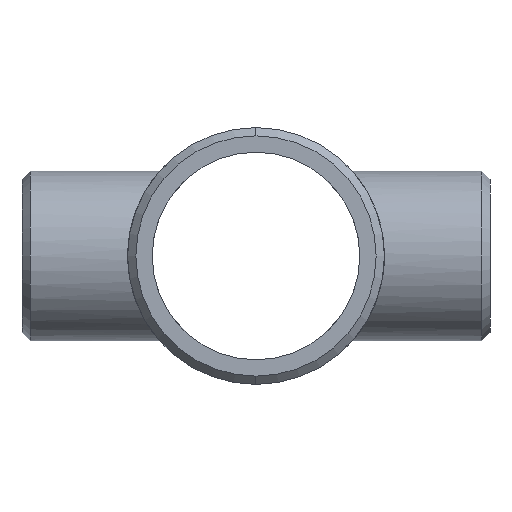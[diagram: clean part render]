
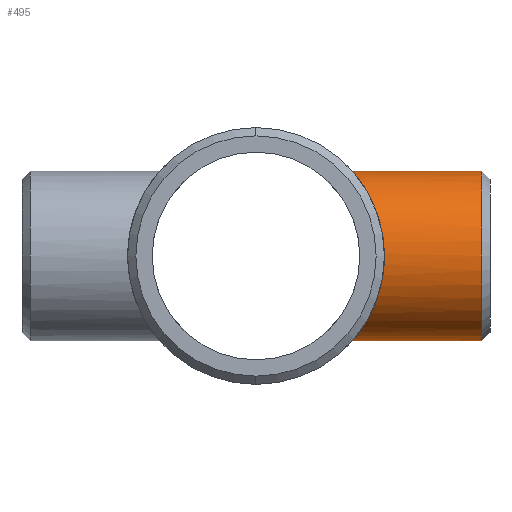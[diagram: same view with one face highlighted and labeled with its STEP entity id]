
A CAD part, left-side view. The second image highlights one B-rep face of the part: STEP entity #495.
In plain terms, the highlighted cylindrical face has radius 24.13 mm (diameter 48.26 mm), a partial arc.
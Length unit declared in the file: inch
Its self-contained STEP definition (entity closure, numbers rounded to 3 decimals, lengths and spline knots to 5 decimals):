
#14 = CARTESIAN_POINT ( 'NONE',  ( -0.94831, -1.43638, 0.06502 ) ) ;
#20 = CARTESIAN_POINT ( 'NONE',  ( -0.25202, -1.10779, 0.9161 ) ) ;
#31 = CARTESIAN_POINT ( 'NONE',  ( -0.86204, -1.38094, -0.39953 ) ) ;
#73 = CARTESIAN_POINT ( 'NONE',  ( 0., -2.528, 0. ) ) ;
#92 = EDGE_CURVE ( 'NONE', #1013, #1068, #772, .T. ) ;
#97 = CARTESIAN_POINT ( 'NONE',  ( -0.57941, -1.22442, 0.75345 ) ) ;
#102 = VERTEX_POINT ( 'NONE', #1170 ) ;
#106 = CARTESIAN_POINT ( 'NONE',  ( -0.65918, -1.26425, 0.68426 ) ) ;
#113 = CARTESIAN_POINT ( 'NONE',  ( -0.4794, -1.1803, 0.82074 ) ) ;
#134 = CARTESIAN_POINT ( 'NONE',  ( -0.22238, -1.10142, -0.92374 ) ) ;
#140 = CARTESIAN_POINT ( 'NONE',  ( -0.08064, -1.08174, -0.94671 ) ) ;
#147 = CARTESIAN_POINT ( 'NONE',  ( -0.03244, -1.07921, -0.94958 ) ) ;
#161 = DIRECTION ( 'NONE',  ( 0., 1., 0. ) ) ;
#191 = AXIS2_PLACEMENT_3D ( 'NONE', #272, #649, #463 ) ;
#195 = ORIENTED_EDGE ( 'NONE', *, *, #399, .T. ) ;
#206 = CARTESIAN_POINT ( 'NONE',  ( -0.8985, -1.40387, 0.3148 ) ) ;
#219 = CARTESIAN_POINT ( 'NONE',  ( -0.20586, -1.0982, 0.92757 ) ) ;
#237 = CARTESIAN_POINT ( 'NONE',  ( 0., -2.528, -0.95 ) ) ;
#243 = CARTESIAN_POINT ( 'NONE',  ( -0.93716, -1.42904, -0.15893 ) ) ;
#245 = ORIENTED_EDGE ( 'NONE', *, *, #724, .T. ) ;
#271 = CARTESIAN_POINT ( 'NONE',  ( 0., -1.07884, 0.95 ) ) ;
#272 = CARTESIAN_POINT ( 'NONE',  ( 0., -2.62, 0. ) ) ;
#281 = CARTESIAN_POINT ( 'NONE',  ( -0.50529, -1.1911, 0.80504 ) ) ;
#287 = CARTESIAN_POINT ( 'NONE',  ( -0.64816, -1.25854, 0.69471 ) ) ;
#295 = CARTESIAN_POINT ( 'NONE',  ( -0.80234, -1.34442, 0.50957 ) ) ;
#301 = CARTESIAN_POINT ( 'NONE',  ( -0.1277, -1.08463, 0.94354 ) ) ;
#307 = VECTOR ( 'NONE', #161, 39.37008 ) ;
#313 = CARTESIAN_POINT ( 'NONE',  ( 0., -1.07884, -0.95 ) ) ;
#324 = CARTESIAN_POINT ( 'NONE',  ( -0.94205, -1.43225, -0.12682 ) ) ;
#335 = CARTESIAN_POINT ( 'NONE',  ( -0.25307, -1.10803, -0.91581 ) ) ;
#366 = CARTESIAN_POINT ( 'NONE',  ( 0., -2.62, 0.95 ) ) ;
#384 = CARTESIAN_POINT ( 'NONE',  ( -0.42566, -1.15952, 0.84985 ) ) ;
#397 = CARTESIAN_POINT ( 'NONE',  ( -0.5553, -1.21316, 0.7714 ) ) ;
#399 = EDGE_CURVE ( 'NONE', #926, #102, #683, .T. ) ;
#403 = CARTESIAN_POINT ( 'NONE',  ( -0.8192, -1.35457, -0.48205 ) ) ;
#416 = CARTESIAN_POINT ( 'NONE',  ( -0.34196, -1.13143, -0.88685 ) ) ;
#420 = CARTESIAN_POINT ( 'NONE',  ( -0.50587, -1.19135, -0.80468 ) ) ;
#426 = CARTESIAN_POINT ( 'NONE',  ( -0.2682, -1.11159, -0.91149 ) ) ;
#445 = LINE ( 'NONE', #366, #585 ) ;
#447 = FACE_OUTER_BOUND ( 'NONE', #807, .T. ) ;
#463 = DIRECTION ( 'NONE',  ( 0., 0., -1. ) ) ;
#472 = CARTESIAN_POINT ( 'NONE',  ( -0.61431, -1.24144, 0.72481 ) ) ;
#480 = CARTESIAN_POINT ( 'NONE',  ( -0.22141, -1.10123, 0.92397 ) ) ;
#487 = CARTESIAN_POINT ( 'NONE',  ( -0.93681, -1.42881, 0.16094 ) ) ;
#495 = ADVANCED_FACE ( 'NONE', ( #447 ), #1112, .T. ) ;
#500 = CARTESIAN_POINT ( 'NONE',  ( -0.94996, -1.43747, 0.03309 ) ) ;
#504 = CARTESIAN_POINT ( 'NONE',  ( -0.69133, -1.28122, -0.65228 ) ) ;
#518 = CARTESIAN_POINT ( 'NONE',  ( -0.15996, -1.09021, -0.93698 ) ) ;
#537 = AXIS2_PLACEMENT_3D ( 'NONE', #73, #1085, #1116 ) ;
#577 = CARTESIAN_POINT ( 'NONE',  ( -0.9174, -1.41614, 0.25487 ) ) ;
#585 = VECTOR ( 'NONE', #1118, 39.37008 ) ;
#590 = EDGE_CURVE ( 'NONE', #926, #1068, #726, .T. ) ;
#612 = CARTESIAN_POINT ( 'NONE',  ( -0.95004, -1.43752, -0.03083 ) ) ;
#617 = CARTESIAN_POINT ( 'NONE',  ( -0.91798, -1.41651, -0.25276 ) ) ;
#649 = DIRECTION ( 'NONE',  ( 0., 1., 0. ) ) ;
#671 = CARTESIAN_POINT ( 'NONE',  ( -0.81832, -1.35404, 0.48353 ) ) ;
#681 = CARTESIAN_POINT ( 'NONE',  ( -0.84802, -1.37219, 0.42932 ) ) ;
#683 = CIRCLE ( 'NONE', #537, 0.95 ) ;
#687 = CARTESIAN_POINT ( 'NONE',  ( -0.06431, -1.07884, 0.95 ) ) ;
#698 = CARTESIAN_POINT ( 'NONE',  ( -0.86854, -1.38501, -0.3852 ) ) ;
#703 = CARTESIAN_POINT ( 'NONE',  ( -0.39848, -1.14977, -0.86293 ) ) ;
#709 = CARTESIAN_POINT ( 'NONE',  ( -0.47967, -1.18042, -0.82058 ) ) ;
#715 = CARTESIAN_POINT ( 'NONE',  ( -0.01621, -1.07884, -0.95 ) ) ;
#724 = EDGE_CURVE ( 'NONE', #102, #1013, #445, .T. ) ;
#726 = LINE ( 'NONE', #906, #307 ) ;
#758 = CARTESIAN_POINT ( 'NONE',  ( -0.62573, -1.24714, 0.71497 ) ) ;
#764 = CARTESIAN_POINT ( 'NONE',  ( -0.71274, -1.29251, 0.63099 ) ) ;
#772 = B_SPLINE_CURVE_WITH_KNOTS ( 'NONE', 3,
 ( #1029, #687, #301, #219, #480, #20, #950, #966, #1124, #955, #384, #113, #281, #397, #97, #472, #758, #287, #106, #764, #1138, #295, #671, #681, #1043, #206, #577, #487, #860, #14, #500, #612, #1175, #324, #243, #617, #992, #698, #31, #976, #783, #403, #1059, #805, #987, #869, #504, #1070, #788, #420, #709, #1074, #703, #416, #794, #426, #335, #134, #887, #518, #981, #140, #1154, #147, #715, #313 ),
 .UNSPECIFIED., .F., .F.,
 ( 4, 2, 2, 2, 2, 2, 2, 2, 2, 2, 2, 2, 2, 2, 2, 2, 2, 2, 2, 2, 2, 2, 2, 2, 2, 2, 2, 2, 2, 2, 2, 2, 4 ),
 ( 0.07788, 0.08274, 0.08395, 0.08516, 0.08759, 0.09002, 0.09244, 0.09487, 0.09608, 0.09729, 0.10215, 0.10457, 0.107, 0.11185, 0.11428, 0.11671, 0.11913, 0.12156, 0.12641, 0.12763, 0.12884, 0.13127, 0.13369, 0.13612, 0.14097, 0.1434, 0.14583, 0.14825, 0.14947, 0.15068, 0.15311, 0.15432, 0.15553 ),
 .UNSPECIFIED. ) ;
#783 = CARTESIAN_POINT ( 'NONE',  ( -0.84137, -1.36813, -0.4414 ) ) ;
#788 = CARTESIAN_POINT ( 'NONE',  ( -0.5811, -1.22456, -0.75398 ) ) ;
#794 = CARTESIAN_POINT ( 'NONE',  ( -0.31295, -1.12295, -0.89752 ) ) ;
#805 = CARTESIAN_POINT ( 'NONE',  ( -0.76899, -1.32479, -0.55864 ) ) ;
#807 = EDGE_LOOP ( 'NONE', ( #195, #245, #1117, #1057 ) ) ;
#860 = CARTESIAN_POINT ( 'NONE',  ( -0.94177, -1.43207, 0.12885 ) ) ;
#869 = CARTESIAN_POINT ( 'NONE',  ( -0.71183, -1.29242, -0.62986 ) ) ;
#887 = CARTESIAN_POINT ( 'NONE',  ( -0.20679, -1.09838, -0.92736 ) ) ;
#906 = CARTESIAN_POINT ( 'NONE',  ( 0., -2.62, -0.95 ) ) ;
#926 = VERTEX_POINT ( 'NONE', #237 ) ;
#950 = CARTESIAN_POINT ( 'NONE',  ( -0.26712, -1.11133, 0.91181 ) ) ;
#955 = CARTESIAN_POINT ( 'NONE',  ( -0.3978, -1.14954, 0.86325 ) ) ;
#966 = CARTESIAN_POINT ( 'NONE',  ( -0.31188, -1.12265, 0.89789 ) ) ;
#976 = CARTESIAN_POINT ( 'NONE',  ( -0.84846, -1.3725, -0.42762 ) ) ;
#981 = CARTESIAN_POINT ( 'NONE',  ( -0.12843, -1.086, -0.94182 ) ) ;
#987 = CARTESIAN_POINT ( 'NONE',  ( -0.75072, -1.31424, -0.58296 ) ) ;
#992 = CARTESIAN_POINT ( 'NONE',  ( -0.8992, -1.40431, -0.31288 ) ) ;
#1013 = VERTEX_POINT ( 'NONE', #271 ) ;
#1029 = CARTESIAN_POINT ( 'NONE',  ( 0., -1.07884, 0.95 ) ) ;
#1043 = CARTESIAN_POINT ( 'NONE',  ( -0.86176, -1.38074, 0.40105 ) ) ;
#1057 = ORIENTED_EDGE ( 'NONE', *, *, #590, .F. ) ;
#1059 = CARTESIAN_POINT ( 'NONE',  ( -0.80323, -1.34495, -0.50818 ) ) ;
#1068 = VERTEX_POINT ( 'NONE', #1189 ) ;
#1070 = CARTESIAN_POINT ( 'NONE',  ( -0.62732, -1.24745, -0.71595 ) ) ;
#1074 = CARTESIAN_POINT ( 'NONE',  ( -0.426, -1.15964, -0.84968 ) ) ;
#1085 = DIRECTION ( 'NONE',  ( 0., 1., 0. ) ) ;
#1112 = CYLINDRICAL_SURFACE ( 'NONE', #191, 0.95 ) ;
#1116 = DIRECTION ( 'NONE',  ( 0., 0., -1. ) ) ;
#1117 = ORIENTED_EDGE ( 'NONE', *, *, #92, .T. ) ;
#1118 = DIRECTION ( 'NONE',  ( 0., 1., 0. ) ) ;
#1124 = CARTESIAN_POINT ( 'NONE',  ( -0.34097, -1.13113, 0.88724 ) ) ;
#1138 = CARTESIAN_POINT ( 'NONE',  ( -0.75116, -1.3143, 0.58476 ) ) ;
#1154 = CARTESIAN_POINT ( 'NONE',  ( -0.06463, -1.08066, -0.94794 ) ) ;
#1170 = CARTESIAN_POINT ( 'NONE',  ( 0., -2.528, 0.95 ) ) ;
#1175 = CARTESIAN_POINT ( 'NONE',  ( -0.94847, -1.43649, -0.06281 ) ) ;
#1189 = CARTESIAN_POINT ( 'NONE',  ( 0., -1.07884, -0.95 ) ) ;
